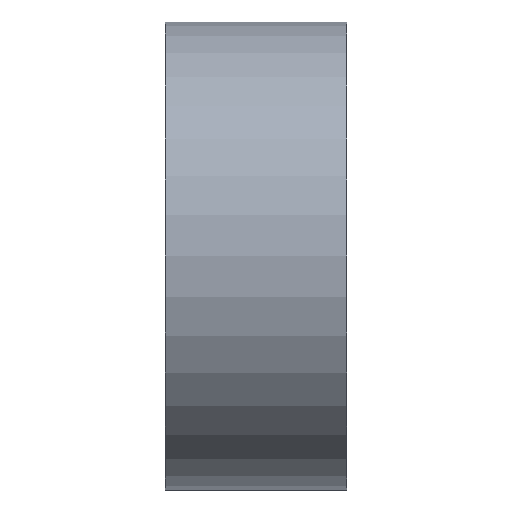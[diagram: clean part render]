
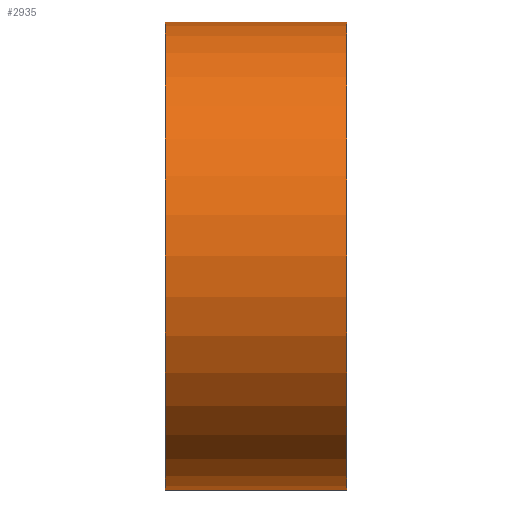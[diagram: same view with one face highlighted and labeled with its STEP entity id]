
A CAD part, left-side view. The second image highlights one B-rep face of the part: STEP entity #2935.
In plain terms, the highlighted cylindrical face has radius 38 mm (diameter 76 mm), a partial arc.
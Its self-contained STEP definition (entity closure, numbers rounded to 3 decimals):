
#99 = AXIS2_PLACEMENT_3D ( 'NONE', #1740, #2186, #493 ) ;
#226 = CARTESIAN_POINT ( 'NONE',  ( 0., 0., 0. ) ) ;
#235 = AXIS2_PLACEMENT_3D ( 'NONE', #3799, #4134, #3352 ) ;
#276 = AXIS2_PLACEMENT_3D ( 'NONE', #226, #535, #2562 ) ;
#330 = CIRCLE ( 'NONE', #276, 38. ) ;
#411 = VERTEX_POINT ( 'NONE', #2886 ) ;
#493 = DIRECTION ( 'NONE',  ( 0., 0., -1. ) ) ;
#535 = DIRECTION ( 'NONE',  ( 0., 1., 0. ) ) ;
#741 = EDGE_CURVE ( 'NONE', #411, #762, #849, .T. ) ;
#762 = VERTEX_POINT ( 'NONE', #3339 ) ;
#849 = LINE ( 'NONE', #1718, #3480 ) ;
#872 = VERTEX_POINT ( 'NONE', #1524 ) ;
#1005 = VECTOR ( 'NONE', #2156, 1000. ) ;
#1023 = EDGE_LOOP ( 'NONE', ( #1852, #3802, #1042, #1872 ) ) ;
#1042 = ORIENTED_EDGE ( 'NONE', *, *, #741, .T. ) ;
#1524 = CARTESIAN_POINT ( 'NONE',  ( 0., 0., 38. ) ) ;
#1609 = CIRCLE ( 'NONE', #235, 38. ) ;
#1718 = CARTESIAN_POINT ( 'NONE',  ( 0., 29.5, -38. ) ) ;
#1740 = CARTESIAN_POINT ( 'NONE',  ( 0., 29.5, 0. ) ) ;
#1852 = ORIENTED_EDGE ( 'NONE', *, *, #2945, .F. ) ;
#1872 = ORIENTED_EDGE ( 'NONE', *, *, #2286, .T. ) ;
#1936 = EDGE_CURVE ( 'NONE', #411, #2092, #1609, .T. ) ;
#2092 = VERTEX_POINT ( 'NONE', #2655 ) ;
#2156 = DIRECTION ( 'NONE',  ( 0., -1., 0. ) ) ;
#2186 = DIRECTION ( 'NONE',  ( 0., -1., 0. ) ) ;
#2263 = LINE ( 'NONE', #4012, #1005 ) ;
#2286 = EDGE_CURVE ( 'NONE', #762, #872, #330, .T. ) ;
#2562 = DIRECTION ( 'NONE',  ( 0., 0., 1. ) ) ;
#2655 = CARTESIAN_POINT ( 'NONE',  ( 0., 29.5, 38. ) ) ;
#2673 = DIRECTION ( 'NONE',  ( 0., -1., 0. ) ) ;
#2886 = CARTESIAN_POINT ( 'NONE',  ( 0., 29.5, -38. ) ) ;
#2935 = ADVANCED_FACE ( 'NONE', ( #3649 ), #3704, .T. ) ;
#2945 = EDGE_CURVE ( 'NONE', #2092, #872, #2263, .T. ) ;
#3339 = CARTESIAN_POINT ( 'NONE',  ( 0., 0., -38. ) ) ;
#3352 = DIRECTION ( 'NONE',  ( 0., 0., 1. ) ) ;
#3480 = VECTOR ( 'NONE', #2673, 1000. ) ;
#3649 = FACE_OUTER_BOUND ( 'NONE', #1023, .T. ) ;
#3704 = CYLINDRICAL_SURFACE ( 'NONE', #99, 38. ) ;
#3799 = CARTESIAN_POINT ( 'NONE',  ( 0., 29.5, 0. ) ) ;
#3802 = ORIENTED_EDGE ( 'NONE', *, *, #1936, .F. ) ;
#4012 = CARTESIAN_POINT ( 'NONE',  ( 0., 29.5, 38. ) ) ;
#4134 = DIRECTION ( 'NONE',  ( 0., 1., 0. ) ) ;
